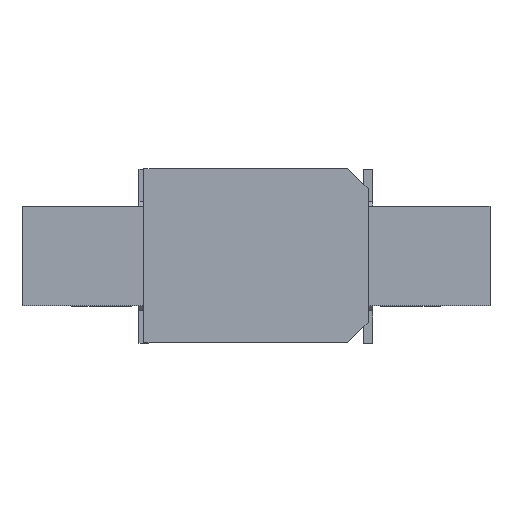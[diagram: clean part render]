
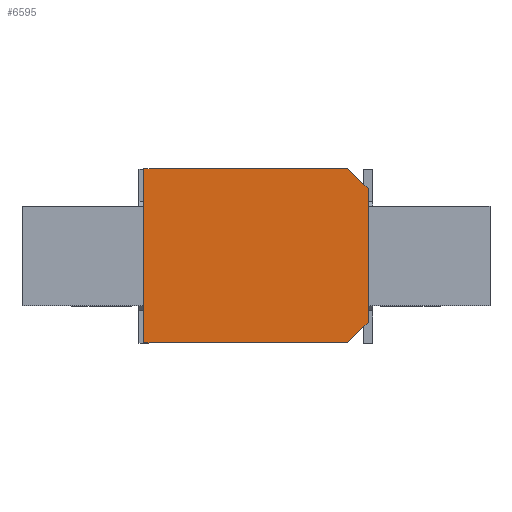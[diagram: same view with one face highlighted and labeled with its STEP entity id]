
A CAD part, top view. The second image highlights one B-rep face of the part: STEP entity #6595.
In plain terms, the highlighted planar face has unit normal (0, 0, 1).
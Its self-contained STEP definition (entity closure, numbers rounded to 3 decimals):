
#1690=ORIENTED_EDGE('',*,*,#2829,.T.);
#1691=ORIENTED_EDGE('',*,*,#2830,.T.);
#1692=ORIENTED_EDGE('',*,*,#2831,.T.);
#1693=ORIENTED_EDGE('',*,*,#2832,.F.);
#1694=ORIENTED_EDGE('',*,*,#2827,.F.);
#1695=ORIENTED_EDGE('',*,*,#2833,.T.);
#2827=EDGE_CURVE('',#3506,#3507,#4351,.T.);
#2829=EDGE_CURVE('',#3508,#3509,#4353,.T.);
#2830=EDGE_CURVE('',#3509,#3510,#4354,.T.);
#2831=EDGE_CURVE('',#3510,#3511,#4355,.T.);
#2832=EDGE_CURVE('',#3507,#3511,#4356,.T.);
#2833=EDGE_CURVE('',#3506,#3508,#4357,.T.);
#3506=VERTEX_POINT('',#10337);
#3507=VERTEX_POINT('',#10339);
#3508=VERTEX_POINT('',#10343);
#3509=VERTEX_POINT('',#10344);
#3510=VERTEX_POINT('',#10346);
#3511=VERTEX_POINT('',#10348);
#4351=LINE('',#10338,#5237);
#4353=LINE('',#10342,#5239);
#4354=LINE('',#10345,#5240);
#4355=LINE('',#10347,#5241);
#4356=LINE('',#10349,#5242);
#4357=LINE('',#10350,#5243);
#5237=VECTOR('',#8455,1000.);
#5239=VECTOR('',#8459,1000.);
#5240=VECTOR('',#8460,1000.);
#5241=VECTOR('',#8461,1000.);
#5242=VECTOR('',#8462,1000.);
#5243=VECTOR('',#8463,1000.);
#5643=EDGE_LOOP('',(#1690,#1691,#1692,#1693,#1694,#1695));
#5973=FACE_BOUND('',#5643,.T.);
#6282=PLANE('',#7033);
#6595=ADVANCED_FACE('',(#5973),#6282,.T.);
#7033=AXIS2_PLACEMENT_3D('',#10341,#8457,#8458);
#8455=DIRECTION('',(-1.,0.,0.));
#8457=DIRECTION('',(0.,0.,1.));
#8458=DIRECTION('',(1.,0.,0.));
#8459=DIRECTION('',(0.,1.,0.));
#8460=DIRECTION('',(-0.707,0.707,0.));
#8461=DIRECTION('',(-1.,0.,0.));
#8462=DIRECTION('',(0.,1.,0.));
#8463=DIRECTION('',(0.707,0.707,0.));
#10337=CARTESIAN_POINT('',(1.845,-1.75,0.3));
#10338=CARTESIAN_POINT('',(2.25,-1.75,0.3));
#10339=CARTESIAN_POINT('',(-2.25,-1.75,0.3));
#10341=CARTESIAN_POINT('',(2.25,-1.75,0.3));
#10342=CARTESIAN_POINT('',(2.25,-1.75,0.3));
#10343=CARTESIAN_POINT('',(2.25,-1.345,0.3));
#10344=CARTESIAN_POINT('',(2.25,1.345,0.3));
#10345=CARTESIAN_POINT('',(3.798,-0.203,0.3));
#10346=CARTESIAN_POINT('',(1.845,1.75,0.3));
#10347=CARTESIAN_POINT('',(2.25,1.75,0.3));
#10348=CARTESIAN_POINT('',(-2.25,1.75,0.3));
#10349=CARTESIAN_POINT('',(-2.25,-1.75,0.3));
#10350=CARTESIAN_POINT('',(2.048,-1.548,0.3));
